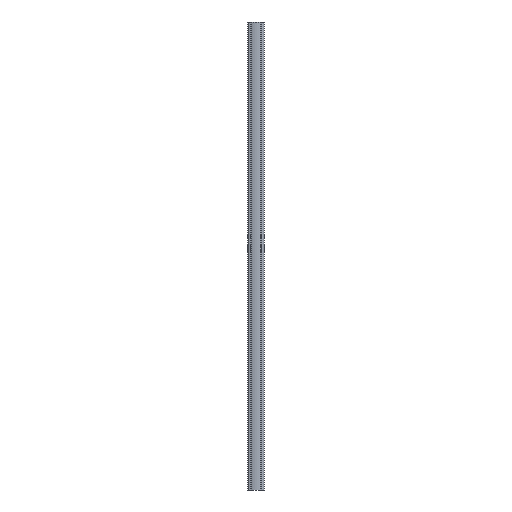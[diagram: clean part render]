
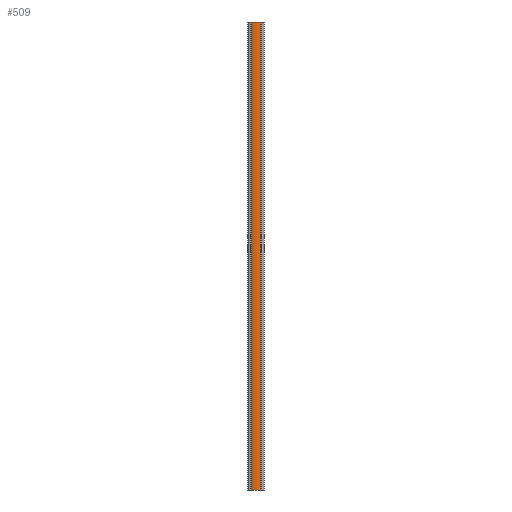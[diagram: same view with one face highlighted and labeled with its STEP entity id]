
A CAD part, front view. The second image highlights one B-rep face of the part: STEP entity #509.
In plain terms, the highlighted cylindrical face has radius 36 mm (diameter 72 mm), a partial arc.
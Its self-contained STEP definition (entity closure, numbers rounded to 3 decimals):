
#56 = DIRECTION ( 'NONE',  ( 0., 0., 1. ) ) ;
#197 = CIRCLE ( 'NONE', #1540, 36. ) ;
#269 = CIRCLE ( 'NONE', #3066, 36. ) ;
#407 = CARTESIAN_POINT ( 'NONE',  ( 0., 0., 52.91 ) ) ;
#492 = LINE ( 'NONE', #2770, #2748 ) ;
#509 = ADVANCED_FACE ( 'NONE', ( #1938 ), #1760, .T. ) ;
#597 = VERTEX_POINT ( 'NONE', #2008 ) ;
#628 = VERTEX_POINT ( 'NONE', #2063 ) ;
#861 = DIRECTION ( 'NONE',  ( 0., 1., 0. ) ) ;
#1135 = CARTESIAN_POINT ( 'NONE',  ( -12.434, -33.785, 52.91 ) ) ;
#1224 = DIRECTION ( 'NONE',  ( -1., 0., 0. ) ) ;
#1280 = VERTEX_POINT ( 'NONE', #2649 ) ;
#1290 = AXIS2_PLACEMENT_3D ( 'NONE', #407, #2275, #1224 ) ;
#1349 = EDGE_CURVE ( 'NONE', #1280, #628, #197, .T. ) ;
#1540 = AXIS2_PLACEMENT_3D ( 'NONE', #1949, #56, #861 ) ;
#1667 = VECTOR ( 'NONE', #3040, 1000. ) ;
#1710 = CARTESIAN_POINT ( 'NONE',  ( 12.434, -33.785, -183.09 ) ) ;
#1760 = CYLINDRICAL_SURFACE ( 'NONE', #1290, 36. ) ;
#1906 = ORIENTED_EDGE ( 'NONE', *, *, #2224, .T. ) ;
#1938 = FACE_OUTER_BOUND ( 'NONE', #3491, .T. ) ;
#1945 = EDGE_CURVE ( 'NONE', #597, #1280, #3009, .T. ) ;
#1949 = CARTESIAN_POINT ( 'NONE',  ( 0., 0., 1066.91 ) ) ;
#2008 = CARTESIAN_POINT ( 'NONE',  ( -12.434, -33.785, -183.09 ) ) ;
#2063 = CARTESIAN_POINT ( 'NONE',  ( 12.434, -33.785, 1066.91 ) ) ;
#2224 = EDGE_CURVE ( 'NONE', #2342, #628, #492, .T. ) ;
#2275 = DIRECTION ( 'NONE',  ( 0., 0., 1. ) ) ;
#2342 = VERTEX_POINT ( 'NONE', #1710 ) ;
#2649 = CARTESIAN_POINT ( 'NONE',  ( -12.434, -33.785, 1066.91 ) ) ;
#2748 = VECTOR ( 'NONE', #2781, 1000. ) ;
#2770 = CARTESIAN_POINT ( 'NONE',  ( 12.434, -33.785, 52.91 ) ) ;
#2781 = DIRECTION ( 'NONE',  ( 0., 0., 1. ) ) ;
#2831 = ORIENTED_EDGE ( 'NONE', *, *, #3397, .T. ) ;
#2842 = ORIENTED_EDGE ( 'NONE', *, *, #1349, .F. ) ;
#2879 = DIRECTION ( 'NONE',  ( -1., 0., 0. ) ) ;
#2903 = CARTESIAN_POINT ( 'NONE',  ( 0., 0., -183.09 ) ) ;
#3009 = LINE ( 'NONE', #1135, #1667 ) ;
#3040 = DIRECTION ( 'NONE',  ( 0., 0., 1. ) ) ;
#3066 = AXIS2_PLACEMENT_3D ( 'NONE', #2903, #3456, #2879 ) ;
#3259 = ORIENTED_EDGE ( 'NONE', *, *, #1945, .F. ) ;
#3397 = EDGE_CURVE ( 'NONE', #597, #2342, #269, .T. ) ;
#3456 = DIRECTION ( 'NONE',  ( 0., 0., 1. ) ) ;
#3491 = EDGE_LOOP ( 'NONE', ( #1906, #2842, #3259, #2831 ) ) ;
